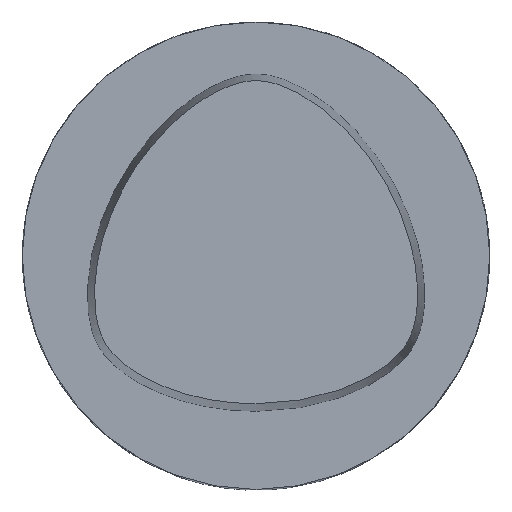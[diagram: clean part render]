
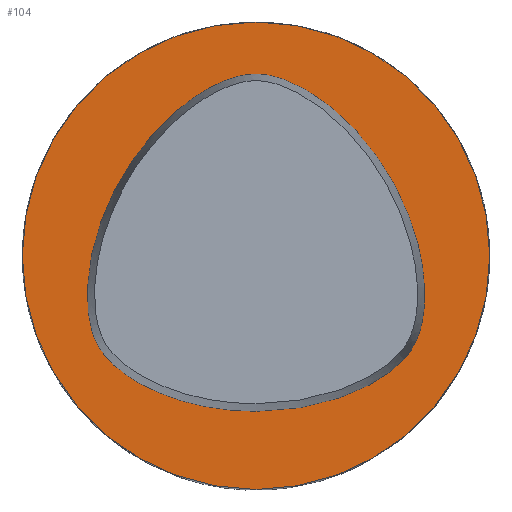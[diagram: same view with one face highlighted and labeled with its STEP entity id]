
A CAD part, top view. The second image highlights one B-rep face of the part: STEP entity #104.
In plain terms, the highlighted planar face has unit normal (0, 0, 1).
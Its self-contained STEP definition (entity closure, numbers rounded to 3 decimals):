
#104=ADVANCED_FACE('',(#178),#141,.F.);
#141=PLANE('',#749);
#178=FACE_OUTER_BOUND('',#217,.T.);
#217=EDGE_LOOP('',(#311));
#262=CIRCLE('',#748,50.);
#311=ORIENTED_EDGE('',*,*,#525,.T.);
#457=VERTEX_POINT('',#1053);
#525=EDGE_CURVE('',#457,#457,#262,.T.);
#748=AXIS2_PLACEMENT_3D('',#1052,#858,#859);
#749=AXIS2_PLACEMENT_3D('',#1054,#860,#861);
#858=DIRECTION('',(0.,0.,1.));
#859=DIRECTION('',(1.,0.,0.));
#860=DIRECTION('',(0.,0.,-1.));
#861=DIRECTION('',(-1.,0.,0.));
#1052=CARTESIAN_POINT('',(0.,0.,0.));
#1053=CARTESIAN_POINT('',(50.,0.,0.));
#1054=CARTESIAN_POINT('',(0.,-49.7,0.));
